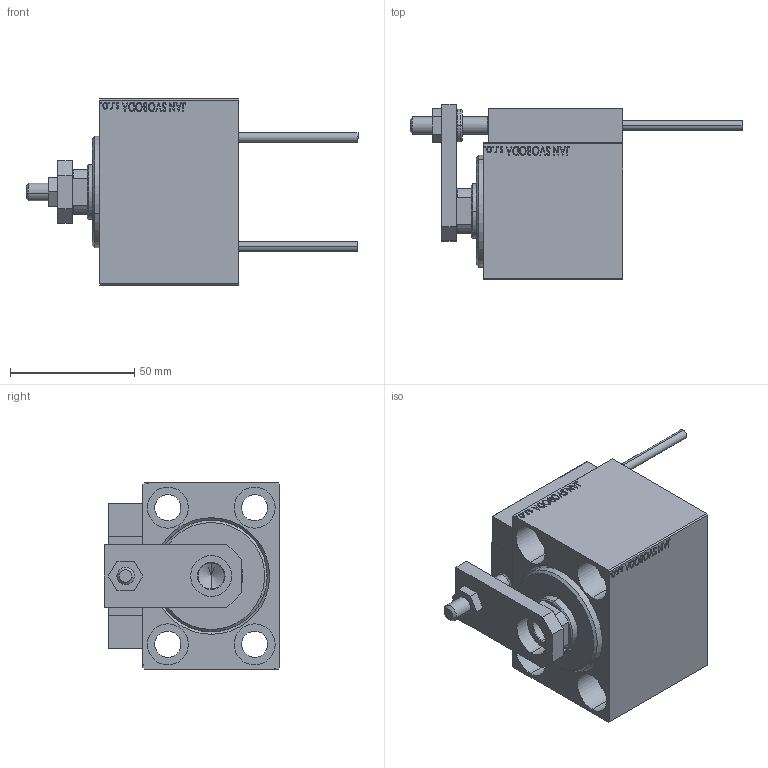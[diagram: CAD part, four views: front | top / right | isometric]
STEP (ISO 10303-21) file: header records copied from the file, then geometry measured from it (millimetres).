
FILE_DESCRIPTION (( 'STEP AP203' ), '1' );
FILE_NAME ('1392.STEP', '2021-11-01T23:00:14', ( '' ), ( '' ), 'SwSTEP 2.0', 'SolidWorks 2019', '' );
FILE_SCHEMA (( 'CONFIG_CONTROL_DESIGN' ));
Length unit declared in the file: millimetre
Products named in the file (15): V450CM_C 0fd48ea40a36d860e01c0ecfe1e3a97b; NUT_D12 0fd48ea40a36d860e01c0ecfe1e3a97b; KONCOVKA 0fd48ea40a36d860e01c0ecfe1e3a97b; V450CM_C_VCP 0fd48ea40a36d860e01c0ecfe1e3a97b; SWITCH DIM B,W 0fd48ea40a36d860e01c0ecfe1e3a97b; SWITCH X 0fd48ea40a36d860e01c0ecfe1e3a97b; ALLEN BOLT D8 0fd48ea40a36d860e01c0ecfe1e3a97b; V450CM_VC_B 0fd48ea40a36d860e01c0ecfe1e3a97b; TYC_L79 0fd48ea40a36d860e01c0ecfe1e3a97b; ZARAZKA 0fd48ea40a36d860e01c0ecfe1e3a97b; SWITCH_X_FRONT_BACK 0fd48ea40a36d860e01c0ecfe1e3a97b; ALLEN BOLT D5 0fd48ea40a36d860e01c0ecfe1e3a97b; Block 0fd48ea40a36d860e01c0ecfe1e3a97b; 1392; MAGNET 0fd48ea40a36d860e01c0ecfe1e3a97b
Assembly tree (24 placements, depth 3):
  1392
    V450CM_C 0fd48ea40a36d860e01c0ecfe1e3a97b
    SWITCH X 0fd48ea40a36d860e01c0ecfe1e3a97b
      SWITCH_X_FRONT_BACK 0fd48ea40a36d860e01c0ecfe1e3a97b  x2
      TYC_L79 0fd48ea40a36d860e01c0ecfe1e3a97b
      Block 0fd48ea40a36d860e01c0ecfe1e3a97b  x2
      ALLEN BOLT D5 0fd48ea40a36d860e01c0ecfe1e3a97b  x4
      ALLEN BOLT D8 0fd48ea40a36d860e01c0ecfe1e3a97b  x4
      MAGNET 0fd48ea40a36d860e01c0ecfe1e3a97b  x2
      KONCOVKA 0fd48ea40a36d860e01c0ecfe1e3a97b  x2
    NUT_D12 0fd48ea40a36d860e01c0ecfe1e3a97b
    SWITCH DIM B,W 0fd48ea40a36d860e01c0ecfe1e3a97b
    ZARAZKA 0fd48ea40a36d860e01c0ecfe1e3a97b
    V450CM_C_VCP 0fd48ea40a36d860e01c0ecfe1e3a97b
    V450CM_VC_B 0fd48ea40a36d860e01c0ecfe1e3a97b
Bounding box: 133.7 x 70.5 x 75 mm (x, y, z)
Volume: 244870.4 mm3; surface area: 75215.8 mm2
Topology: 23 solids, 23 shells, 1276 faces, 3058 edges, 1955 vertices
Faces by surface type: plane 559, bspline 380, cylinder 183, cone 106, torus 44, sphere 4
Entity records: 50185 total; most frequent: CARTESIAN_POINT 26056, ORIENTED_EDGE 5136, DIRECTION 3424, EDGE_CURVE 2568, VERTEX_POINT 1679, VECTOR 1482, LINE 1482, EDGE_LOOP 1181
